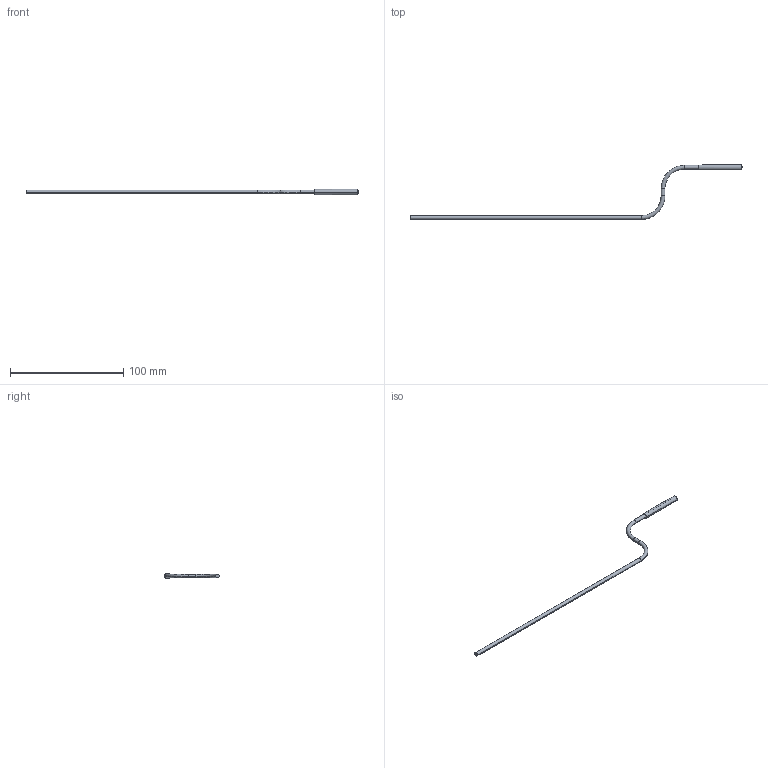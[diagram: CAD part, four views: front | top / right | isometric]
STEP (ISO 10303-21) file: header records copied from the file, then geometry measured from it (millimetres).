
FILE_DESCRIPTION (( 'STEP AP203' ), '1' );
FILE_NAME ('RC25.STEP', '2018-02-20T16:38:58', ( '' ), ( '' ), 'SwSTEP 2.0', 'SolidWorks 2018', '' );
FILE_SCHEMA (( 'CONFIG_CONTROL_DESIGN' ));
Length unit declared in the file: inch
Products named in the file (1): RC25
Bounding box: 293.52 x 48.51 x 4.75 mm (x, y, z)
Volume: 3287.4 mm3; surface area: 4164.4 mm2
Topology: 4 solids, 4 shells, 42 faces, 86 edges, 54 vertices
Faces by surface type: plane 28, cylinder 10, torus 4
Entity records: 1169 total; most frequent: DIRECTION 198, CARTESIAN_POINT 183, ORIENTED_EDGE 172, EDGE_CURVE 86, AXIS2_PLACEMENT_3D 69, LINE 60, VECTOR 60, VERTEX_POINT 54
